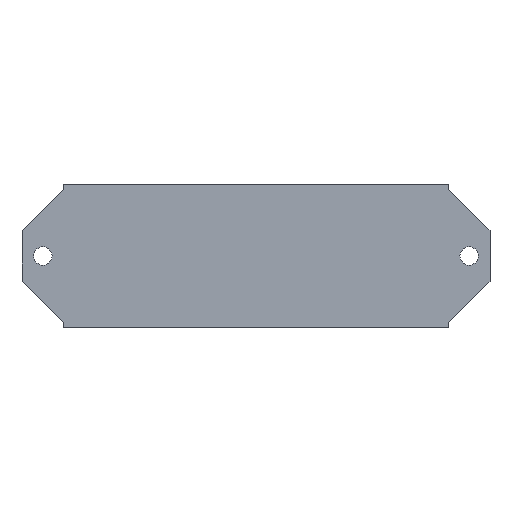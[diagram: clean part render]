
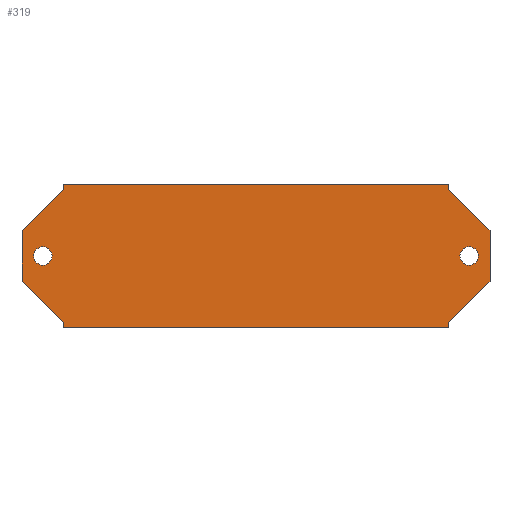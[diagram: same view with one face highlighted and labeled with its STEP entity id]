
A CAD part, top view. The second image highlights one B-rep face of the part: STEP entity #319.
In plain terms, the highlighted planar face has unit normal (0, 0, 1).
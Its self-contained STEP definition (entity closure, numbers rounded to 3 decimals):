
#15=FACE_BOUND('',#64,.T.);
#16=FACE_BOUND('',#65,.T.);
#31=PLANE('',#353);
#47=FACE_OUTER_BOUND('',#63,.T.);
#63=EDGE_LOOP('',(#275,#276,#277,#278,#279,#280,#281,#282,#283,#284,#285,
#286));
#64=EDGE_LOOP('',(#287));
#65=EDGE_LOOP('',(#288));
#72=LINE('',#449,#110);
#76=LINE('',#456,#114);
#79=LINE('',#462,#117);
#82=LINE('',#468,#120);
#85=LINE('',#474,#123);
#88=LINE('',#485,#126);
#91=LINE('',#491,#129);
#94=LINE('',#497,#132);
#97=LINE('',#503,#135);
#100=LINE('',#509,#138);
#103=LINE('',#515,#141);
#106=LINE('',#519,#144);
#110=VECTOR('',#368,10.);
#114=VECTOR('',#374,10.);
#117=VECTOR('',#379,10.);
#120=VECTOR('',#384,10.);
#123=VECTOR('',#389,10.);
#126=VECTOR('',#400,10.);
#129=VECTOR('',#405,10.);
#132=VECTOR('',#410,10.);
#135=VECTOR('',#415,10.);
#138=VECTOR('',#420,10.);
#141=VECTOR('',#425,10.);
#144=VECTOR('',#430,10.);
#145=CIRCLE('',#336,1.1);
#147=CIRCLE('',#344,1.1);
#149=VERTEX_POINT('',#437);
#153=VERTEX_POINT('',#446);
#154=VERTEX_POINT('',#448);
#156=VERTEX_POINT('',#454);
#158=VERTEX_POINT('',#460);
#160=VERTEX_POINT('',#466);
#162=VERTEX_POINT('',#472);
#163=VERTEX_POINT('',#476);
#166=VERTEX_POINT('',#484);
#168=VERTEX_POINT('',#490);
#170=VERTEX_POINT('',#496);
#172=VERTEX_POINT('',#502);
#174=VERTEX_POINT('',#508);
#176=VERTEX_POINT('',#514);
#177=EDGE_CURVE('',#149,#149,#145,.T.);
#182=EDGE_CURVE('',#153,#154,#72,.T.);
#186=EDGE_CURVE('',#156,#153,#76,.T.);
#189=EDGE_CURVE('',#158,#156,#79,.T.);
#192=EDGE_CURVE('',#160,#158,#82,.T.);
#195=EDGE_CURVE('',#162,#160,#85,.T.);
#196=EDGE_CURVE('',#163,#163,#147,.T.);
#200=EDGE_CURVE('',#166,#154,#88,.T.);
#203=EDGE_CURVE('',#168,#166,#91,.T.);
#206=EDGE_CURVE('',#170,#168,#94,.T.);
#209=EDGE_CURVE('',#172,#170,#97,.T.);
#212=EDGE_CURVE('',#174,#172,#100,.T.);
#215=EDGE_CURVE('',#176,#174,#103,.T.);
#218=EDGE_CURVE('',#176,#162,#106,.T.);
#275=ORIENTED_EDGE('',*,*,#218,.F.);
#276=ORIENTED_EDGE('',*,*,#215,.T.);
#277=ORIENTED_EDGE('',*,*,#212,.T.);
#278=ORIENTED_EDGE('',*,*,#209,.T.);
#279=ORIENTED_EDGE('',*,*,#206,.T.);
#280=ORIENTED_EDGE('',*,*,#203,.T.);
#281=ORIENTED_EDGE('',*,*,#200,.T.);
#282=ORIENTED_EDGE('',*,*,#182,.F.);
#283=ORIENTED_EDGE('',*,*,#186,.F.);
#284=ORIENTED_EDGE('',*,*,#189,.F.);
#285=ORIENTED_EDGE('',*,*,#192,.F.);
#286=ORIENTED_EDGE('',*,*,#195,.F.);
#287=ORIENTED_EDGE('',*,*,#177,.F.);
#288=ORIENTED_EDGE('',*,*,#196,.T.);
#319=ADVANCED_FACE('',(#47,#15,#16),#31,.T.);
#336=AXIS2_PLACEMENT_3D('',#438,#359,#360);
#344=AXIS2_PLACEMENT_3D('',#477,#392,#393);
#353=AXIS2_PLACEMENT_3D('',#520,#431,#432);
#359=DIRECTION('center_axis',(0.,0.,1.));
#360=DIRECTION('ref_axis',(1.,0.,0.));
#368=DIRECTION('',(0.,-1.,0.));
#374=DIRECTION('',(-0.707,-0.707,0.));
#379=DIRECTION('',(0.,-1.,0.));
#384=DIRECTION('',(0.707,-0.707,0.));
#389=DIRECTION('',(0.,-1.,0.));
#392=DIRECTION('center_axis',(0.,0.,-1.));
#393=DIRECTION('ref_axis',(-1.,0.,0.));
#400=DIRECTION('',(1.,0.,0.));
#405=DIRECTION('',(0.,-1.,0.));
#410=DIRECTION('',(0.707,-0.707,0.));
#415=DIRECTION('',(0.,-1.,0.));
#420=DIRECTION('',(-0.707,-0.707,0.));
#425=DIRECTION('',(0.,-1.,0.));
#430=DIRECTION('',(1.,0.,0.));
#431=DIRECTION('center_axis',(0.,0.,1.));
#432=DIRECTION('ref_axis',(-1.,0.,0.));
#437=CARTESIAN_POINT('',(24.4,-26.,56.));
#438=CARTESIAN_POINT('Origin',(25.5,-26.,56.));
#446=CARTESIAN_POINT('',(23.,-34.,56.));
#448=CARTESIAN_POINT('',(23.,-34.5,56.));
#449=CARTESIAN_POINT('',(23.,-34.,56.));
#454=CARTESIAN_POINT('',(28.,-29.,56.));
#456=CARTESIAN_POINT('',(28.,-29.,56.));
#460=CARTESIAN_POINT('',(28.,-23.,56.));
#462=CARTESIAN_POINT('',(28.,-23.,56.));
#466=CARTESIAN_POINT('',(23.,-18.,56.));
#468=CARTESIAN_POINT('',(23.,-18.,56.));
#472=CARTESIAN_POINT('',(23.,-17.5,56.));
#474=CARTESIAN_POINT('',(23.,-17.5,56.));
#476=CARTESIAN_POINT('',(-24.4,-26.,56.));
#477=CARTESIAN_POINT('Origin',(-25.5,-26.,56.));
#484=CARTESIAN_POINT('',(-23.,-34.5,56.));
#485=CARTESIAN_POINT('',(-23.,-34.5,56.));
#490=CARTESIAN_POINT('',(-23.,-34.,56.));
#491=CARTESIAN_POINT('',(-23.,-34.,56.));
#496=CARTESIAN_POINT('',(-28.,-29.,56.));
#497=CARTESIAN_POINT('',(-28.,-29.,56.));
#502=CARTESIAN_POINT('',(-28.,-23.,56.));
#503=CARTESIAN_POINT('',(-28.,-23.,56.));
#508=CARTESIAN_POINT('',(-23.,-18.,56.));
#509=CARTESIAN_POINT('',(-23.,-18.,56.));
#514=CARTESIAN_POINT('',(-23.,-17.5,56.));
#515=CARTESIAN_POINT('',(-23.,-17.5,56.));
#519=CARTESIAN_POINT('',(20.,-17.5,56.));
#520=CARTESIAN_POINT('Origin',(-14.,-26.,56.));
